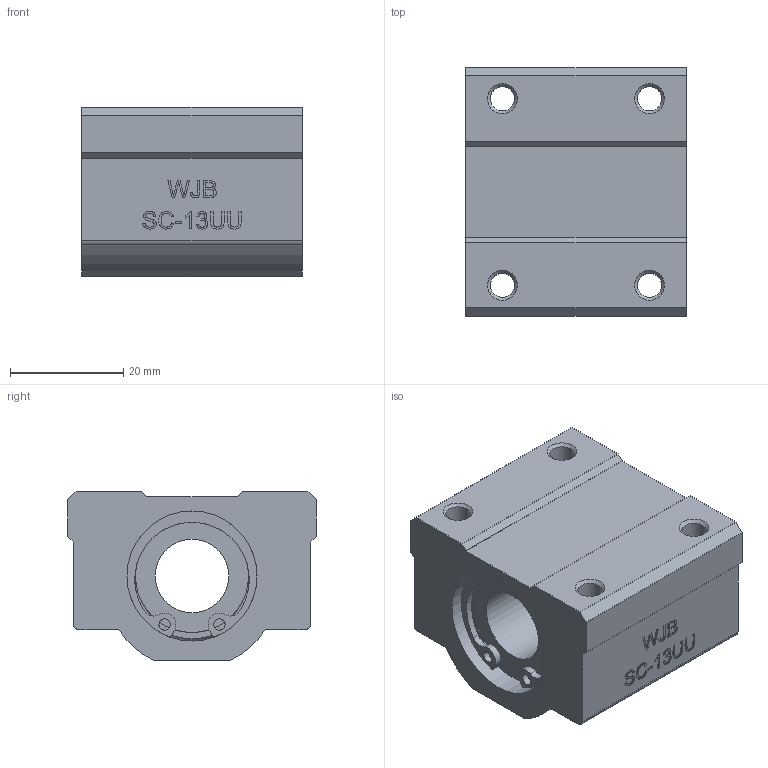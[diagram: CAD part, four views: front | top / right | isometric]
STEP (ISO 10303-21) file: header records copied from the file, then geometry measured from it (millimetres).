
FILE_DESCRIPTION(/* description */ (''),/* implementation_level */ '2;1');
FILE_NAME(/* name */ 'WJB-SC13UU.stp',/* time_stamp */ '2018-11-25T22:13:37+08:00',/* author */ (''),/* organization */ (''),/* preprocessor_version */ 'ST-DEVELOPER v11',/* originating_system */ 'SIEMENS UGS NX 6.0',/* authorisation */ '');
FILE_SCHEMA (('CONFIG_CONTROL_DESIGN'));
Length unit declared in the file: millimetre
Products named in the file (1): WJB-SC13UU
Bounding box: 39 x 44 x 30 mm (x, y, z)
Volume: 36171.4 mm3; surface area: 11379.5 mm2
Topology: 3 solids, 3 shells, 247 faces, 645 edges, 422 vertices
Faces by surface type: plane 142, extrusion 68, cylinder 31, cone 4, torus 2
Full cylindrical faces by diameter (mm): 2 x4, 4.3 x4, 13 x1, 20 x2, 22 x2, 23 x4
Entity records: 9324 total; most frequent: CARTESIAN_POINT 3648, ORIENTED_EDGE 1204, DIRECTION 932, EDGE_CURVE 602, VERTEX_POINT 404, VECTOR 356, EDGE_LOOP 316, LINE 288
